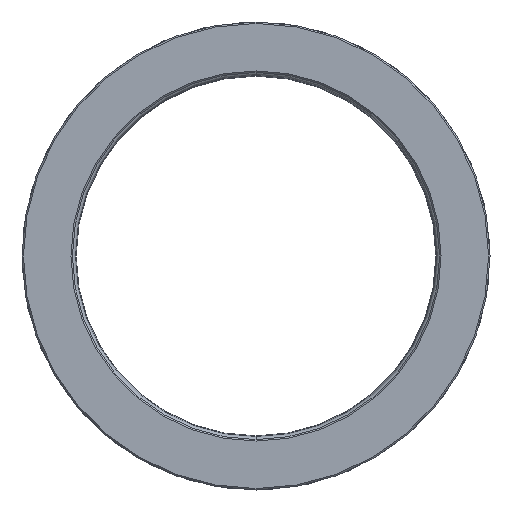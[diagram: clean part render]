
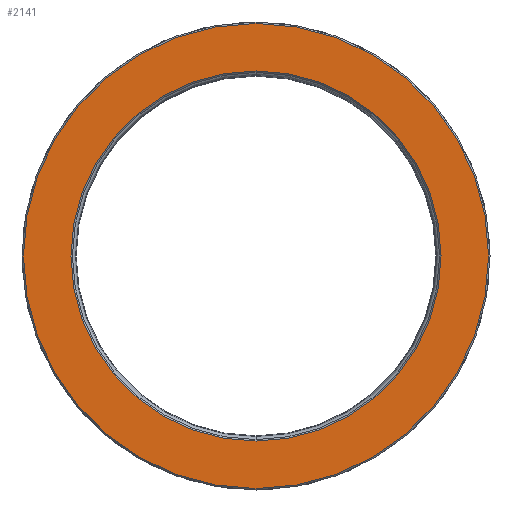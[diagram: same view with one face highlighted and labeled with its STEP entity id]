
A CAD part, front view. The second image highlights one B-rep face of the part: STEP entity #2141.
In plain terms, the highlighted planar face has unit normal (0, -1, 0).
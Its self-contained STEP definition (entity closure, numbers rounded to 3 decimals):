
#128 = AXIS2_PLACEMENT_3D ( 'NONE', #2728, #660, #3082 ) ;
#520 = CIRCLE ( 'NONE', #2271, 51.4 ) ;
#642 = DIRECTION ( 'NONE',  ( 0., -1., 0. ) ) ;
#645 = DIRECTION ( 'NONE',  ( 0., 0., -1. ) ) ;
#660 = DIRECTION ( 'NONE',  ( 0., 1., 0. ) ) ;
#898 = ORIENTED_EDGE ( 'NONE', *, *, #4205, .T. ) ;
#1011 = VERTEX_POINT ( 'NONE', #2911 ) ;
#1226 = CIRCLE ( 'NONE', #128, 51.4 ) ;
#1261 = ORIENTED_EDGE ( 'NONE', *, *, #1605, .T. ) ;
#1298 = CARTESIAN_POINT ( 'NONE',  ( 0., 0., 0. ) ) ;
#1417 = VERTEX_POINT ( 'NONE', #2499 ) ;
#1428 = DIRECTION ( 'NONE',  ( 0., -1., 0. ) ) ;
#1482 = DIRECTION ( 'NONE',  ( 0., -1., 0. ) ) ;
#1521 = VERTEX_POINT ( 'NONE', #3559 ) ;
#1605 = EDGE_CURVE ( 'NONE', #1417, #1011, #3910, .T. ) ;
#1645 = DIRECTION ( 'NONE',  ( 0., 0., -1. ) ) ;
#1948 = AXIS2_PLACEMENT_3D ( 'NONE', #3844, #1482, #645 ) ;
#1984 = EDGE_LOOP ( 'NONE', ( #1261, #4159 ) ) ;
#2004 = PLANE ( 'NONE',  #2860 ) ;
#2141 = ADVANCED_FACE ( 'NONE', ( #2880, #3807 ), #2004, .T. ) ;
#2271 = AXIS2_PLACEMENT_3D ( 'NONE', #1298, #3706, #1645 ) ;
#2309 = CARTESIAN_POINT ( 'NONE',  ( 0., 0., -51.4 ) ) ;
#2429 = EDGE_LOOP ( 'NONE', ( #898, #3593 ) ) ;
#2499 = CARTESIAN_POINT ( 'NONE',  ( 0., 0., 64.6 ) ) ;
#2678 = AXIS2_PLACEMENT_3D ( 'NONE', #3490, #1428, #3842 ) ;
#2688 = CARTESIAN_POINT ( 'NONE',  ( -51., 0., 0. ) ) ;
#2728 = CARTESIAN_POINT ( 'NONE',  ( 0., 0., 0. ) ) ;
#2747 = CIRCLE ( 'NONE', #2678, 64.6 ) ;
#2860 = AXIS2_PLACEMENT_3D ( 'NONE', #2688, #642, #3049 ) ;
#2880 = FACE_BOUND ( 'NONE', #2429, .T. ) ;
#2911 = CARTESIAN_POINT ( 'NONE',  ( 0., 0., -64.6 ) ) ;
#3049 = DIRECTION ( 'NONE',  ( 0., 0., -1. ) ) ;
#3082 = DIRECTION ( 'NONE',  ( 0., 0., -1. ) ) ;
#3218 = VERTEX_POINT ( 'NONE', #2309 ) ;
#3490 = CARTESIAN_POINT ( 'NONE',  ( 0., 0., 0. ) ) ;
#3559 = CARTESIAN_POINT ( 'NONE',  ( 0., 0., 51.4 ) ) ;
#3593 = ORIENTED_EDGE ( 'NONE', *, *, #4314, .T. ) ;
#3706 = DIRECTION ( 'NONE',  ( 0., 1., 0. ) ) ;
#3807 = FACE_OUTER_BOUND ( 'NONE', #1984, .T. ) ;
#3842 = DIRECTION ( 'NONE',  ( 0., 0., -1. ) ) ;
#3844 = CARTESIAN_POINT ( 'NONE',  ( 0., 0., 0. ) ) ;
#3864 = EDGE_CURVE ( 'NONE', #1011, #1417, #2747, .T. ) ;
#3910 = CIRCLE ( 'NONE', #1948, 64.6 ) ;
#4159 = ORIENTED_EDGE ( 'NONE', *, *, #3864, .T. ) ;
#4205 = EDGE_CURVE ( 'NONE', #3218, #1521, #520, .T. ) ;
#4314 = EDGE_CURVE ( 'NONE', #1521, #3218, #1226, .T. ) ;
